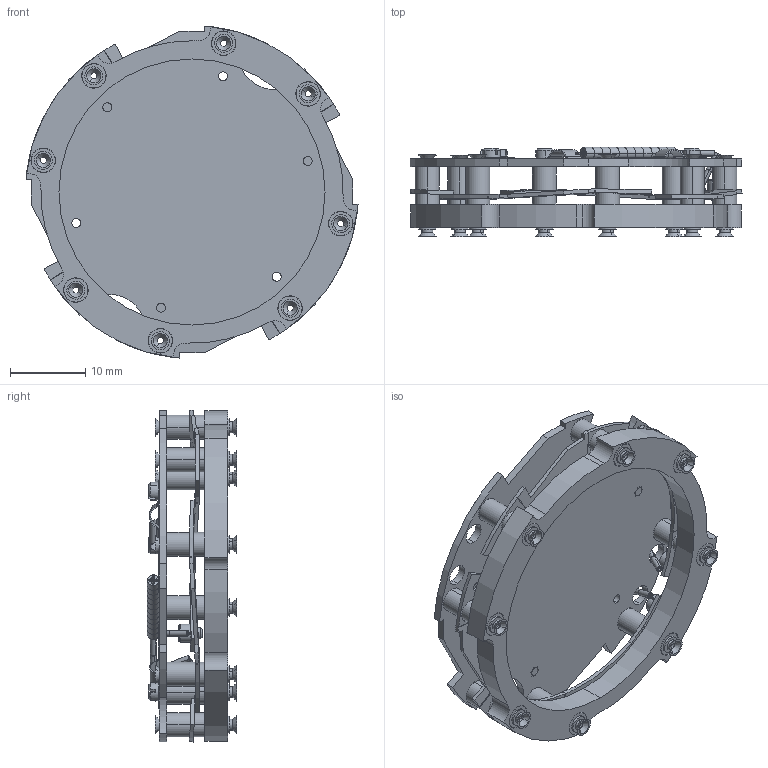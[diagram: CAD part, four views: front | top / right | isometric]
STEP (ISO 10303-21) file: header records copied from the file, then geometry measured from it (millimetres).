
FILE_DESCRIPTION (( 'STEP AP214' ), '1' );
FILE_NAME ('SN101569-24, STLCP-TTC-1.74_HAYNES 230_S.STEP', '2020-05-08T16:07:07', ( '' ), ( '' ), 'SwSTEP 2.0', 'SolidWorks 2010', '' );
FILE_SCHEMA (( 'AUTOMOTIVE_DESIGN' ));
Length unit declared in the file: inch
Products named in the file (1): SN101569-24, STLCP-TTC-1.74_HAYNES 230_S
Bounding box: 44 x 11.84 x 44 mm (x, y, z)
Surface area: 7193.7 mm2 (no closed solid volume)
Topology: 0 solids, 84 shells, 672 faces, 1749 edges, 1133 vertices
Faces by surface type: cylinder 347, plane 190, cone 103, torus 24, bspline 8
Entity records: 29612 total; most frequent: DIRECTION 3946, CARTESIAN_POINT 3863, ORIENTED_EDGE 3038, EDGE_CURVE 1741, AXIS2_PLACEMENT_3D 1624, VERTEX_POINT 1133, CIRCLE 959, EDGE_LOOP 821
